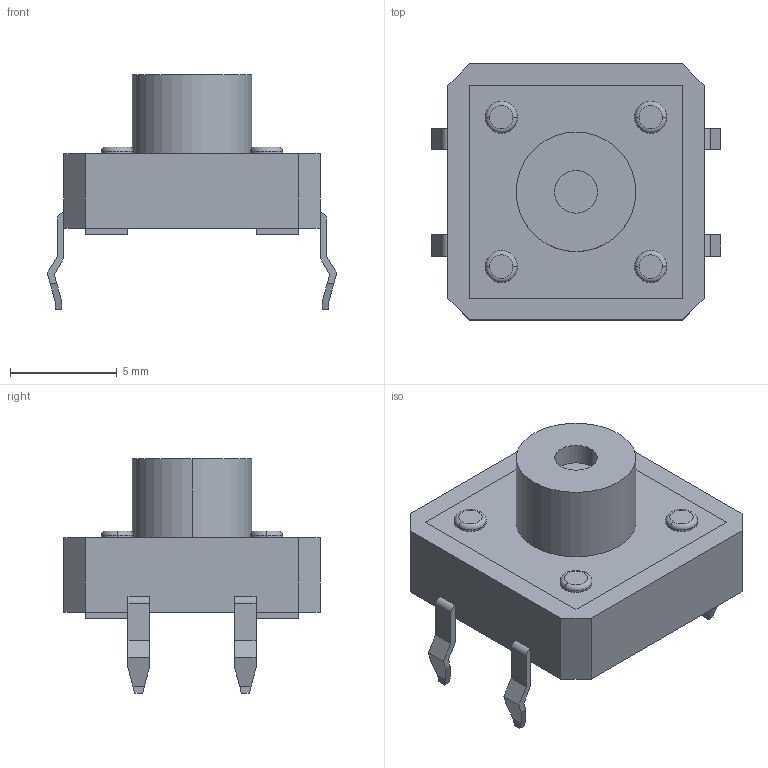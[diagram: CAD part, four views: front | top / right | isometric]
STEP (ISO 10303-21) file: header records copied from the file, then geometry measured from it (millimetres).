
FILE_DESCRIPTION (( 'STEP AP214' ), '1' );
FILE_NAME ('SW-TH_4P-L12.0-W12.0-P5.00-LS12.5_TC-1103XX.step', '2022-07-26T16:16:26', ( '' ), ( '' ), 'SwSTEP 2.0', 'SolidWorks 2020', '' );
FILE_SCHEMA (( 'AUTOMOTIVE_DESIGN' ));
Length unit declared in the file: millimetre
Products named in the file (1): SW-TH_4P-L12.0-W12.0-P5.00-LS12.5_TC-1103XX
Bounding box: 13.56 x 12 x 11 mm (x, y, z)
Volume: 593.9 mm3; surface area: 821.6 mm2
Topology: 24 solids, 24 shells, 442 faces, 1123 edges, 746 vertices
Faces by surface type: plane 302, bspline 112, cylinder 20, torus 8
Entity records: 18895 total; most frequent: CARTESIAN_POINT 4416, ORIENTED_EDGE 2246, DIRECTION 1613, EDGE_CURVE 1123, LINE 839, VECTOR 839, VERTEX_POINT 746, EDGE_LOOP 473
